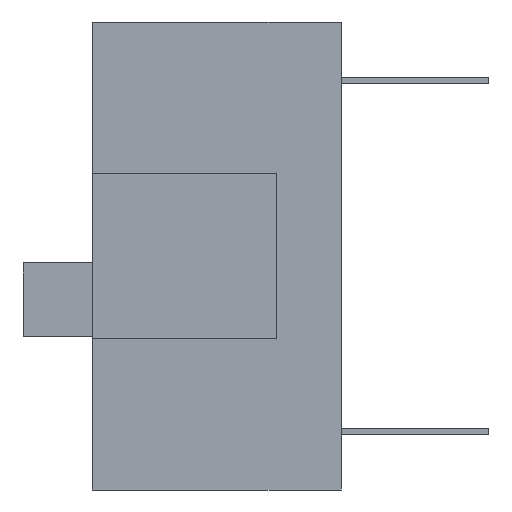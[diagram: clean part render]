
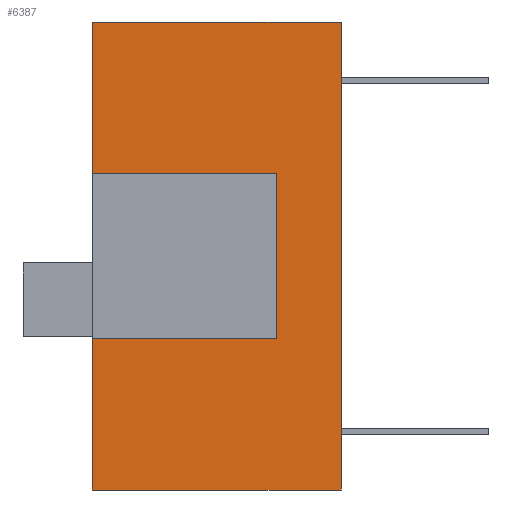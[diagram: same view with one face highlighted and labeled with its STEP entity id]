
A CAD part, left-side view. The second image highlights one B-rep face of the part: STEP entity #6387.
In plain terms, the highlighted planar face has unit normal (-1, 0, 0).
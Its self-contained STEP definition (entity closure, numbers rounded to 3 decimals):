
#2026 = CARTESIAN_POINT ( 'NONE',  ( 0., 0., -10.16 ) ) ;
#2035 = DIRECTION ( 'NONE',  ( 0., 0., -1. ) ) ;
#2036 = VECTOR ( 'NONE', #2035, 1000. ) ;
#2037 = CARTESIAN_POINT ( 'NONE',  ( 0., 1.4, -6.88 ) ) ;
#2038 = LINE ( 'NONE', #2037, #2036 ) ;
#2075 = CARTESIAN_POINT ( 'NONE',  ( 0., 1.4, -6.88 ) ) ;
#5853 = VERTEX_POINT ( 'NONE', #10612 ) ;
#5938 = VERTEX_POINT ( 'NONE', #10835 ) ;
#5950 = VERTEX_POINT ( 'NONE', #11032 ) ;
#5951 = VERTEX_POINT ( 'NONE', #11007 ) ;
#5953 = EDGE_CURVE ( 'NONE', #5950, #5853, #11005, .T. ) ;
#5975 = EDGE_CURVE ( 'NONE', #5938, #5951, #10965, .T. ) ;
#6227 = EDGE_CURVE ( 'NONE', #6392, #6234, #2038, .T. ) ;
#6233 = ORIENTED_EDGE ( 'NONE', *, *, #6391, .F. ) ;
#6234 = VERTEX_POINT ( 'NONE', #2075 ) ;
#6237 = VERTEX_POINT ( 'NONE', #2026 ) ;
#6238 = ORIENTED_EDGE ( 'NONE', *, *, #6390, .T. ) ;
#6240 = ORIENTED_EDGE ( 'NONE', *, *, #6375, .F. ) ;
#6289 = ORIENTED_EDGE ( 'NONE', *, *, #5975, .F. ) ;
#6375 = EDGE_CURVE ( 'NONE', #6392, #5950, #11973, .T. ) ;
#6377 = VERTEX_POINT ( 'NONE', #8749 ) ;
#6381 = EDGE_CURVE ( 'NONE', #6377, #6237, #8715, .T. ) ;
#6386 = ORIENTED_EDGE ( 'NONE', *, *, #5953, .F. ) ;
#6387 = ADVANCED_FACE ( 'NONE', ( #8734 ), #8736, .T. ) ;
#6388 = ORIENTED_EDGE ( 'NONE', *, *, #6395, .F. ) ;
#6389 = ORIENTED_EDGE ( 'NONE', *, *, #6381, .F. ) ;
#6390 = EDGE_CURVE ( 'NONE', #6234, #5951, #8757, .T. ) ;
#6391 = EDGE_CURVE ( 'NONE', #6237, #5938, #8767, .T. ) ;
#6392 = VERTEX_POINT ( 'NONE', #8759 ) ;
#6395 = EDGE_CURVE ( 'NONE', #5853, #6377, #8716, .T. ) ;
#6403 = ORIENTED_EDGE ( 'NONE', *, *, #6227, .T. ) ;
#6414 = EDGE_LOOP ( 'NONE', ( #6403, #6238, #6289, #6233, #6389, #6388, #6386, #6240 ) ) ;
#8672 = AXIS2_PLACEMENT_3D ( 'NONE', #8732, #8738, #8756 ) ;
#8702 = DIRECTION ( 'NONE',  ( 0., 1., 0. ) ) ;
#8703 = VECTOR ( 'NONE', #8702, 1000. ) ;
#8704 = CARTESIAN_POINT ( 'NONE',  ( 0., 1.4, -6.88 ) ) ;
#8709 = DIRECTION ( 'NONE',  ( 0., 1., 0. ) ) ;
#8710 = VECTOR ( 'NONE', #8709, 1000. ) ;
#8711 = DIRECTION ( 'NONE',  ( 0., 0., -1. ) ) ;
#8712 = VECTOR ( 'NONE', #8711, 1000. ) ;
#8714 = CARTESIAN_POINT ( 'NONE',  ( 0., 0., 0. ) ) ;
#8715 = LINE ( 'NONE', #8714, #8712 ) ;
#8716 = LINE ( 'NONE', #8763, #8762 ) ;
#8732 = CARTESIAN_POINT ( 'NONE',  ( 0., 5.4, 0. ) ) ;
#8734 = FACE_OUTER_BOUND ( 'NONE', #6414, .T. ) ;
#8736 = PLANE ( 'NONE',  #8672 ) ;
#8738 = DIRECTION ( 'NONE',  ( -1., 0., 0. ) ) ;
#8749 = CARTESIAN_POINT ( 'NONE',  ( 0., 0., 0. ) ) ;
#8756 = DIRECTION ( 'NONE',  ( 0., 0., 1. ) ) ;
#8757 = LINE ( 'NONE', #8704, #8703 ) ;
#8758 = CARTESIAN_POINT ( 'NONE',  ( 0., 0., -10.16 ) ) ;
#8759 = CARTESIAN_POINT ( 'NONE',  ( 0., 1.4, -3.28 ) ) ;
#8761 = DIRECTION ( 'NONE',  ( 0., -1., 0. ) ) ;
#8762 = VECTOR ( 'NONE', #8761, 1000. ) ;
#8763 = CARTESIAN_POINT ( 'NONE',  ( 0., 0., 0. ) ) ;
#8767 = LINE ( 'NONE', #8758, #8710 ) ;
#10612 = CARTESIAN_POINT ( 'NONE',  ( 0., 5.4, 0. ) ) ;
#10835 = CARTESIAN_POINT ( 'NONE',  ( 0., 5.4, -10.16 ) ) ;
#10905 = DIRECTION ( 'NONE',  ( 0., 0., 1. ) ) ;
#10906 = VECTOR ( 'NONE', #10905, 1000. ) ;
#10965 = LINE ( 'NONE', #10966, #10906 ) ;
#10966 = CARTESIAN_POINT ( 'NONE',  ( 0., 5.4, 0. ) ) ;
#11001 = DIRECTION ( 'NONE',  ( 0., 0., 1. ) ) ;
#11002 = VECTOR ( 'NONE', #11001, 1000. ) ;
#11004 = CARTESIAN_POINT ( 'NONE',  ( 0., 5.4, 0. ) ) ;
#11005 = LINE ( 'NONE', #11004, #11002 ) ;
#11007 = CARTESIAN_POINT ( 'NONE',  ( 0., 5.4, -6.88 ) ) ;
#11032 = CARTESIAN_POINT ( 'NONE',  ( 0., 5.4, -3.28 ) ) ;
#11952 = DIRECTION ( 'NONE',  ( 0., 1., 0. ) ) ;
#11953 = VECTOR ( 'NONE', #11952, 1000. ) ;
#11967 = CARTESIAN_POINT ( 'NONE',  ( 0., 1.4, -3.28 ) ) ;
#11973 = LINE ( 'NONE', #11967, #11953 ) ;
